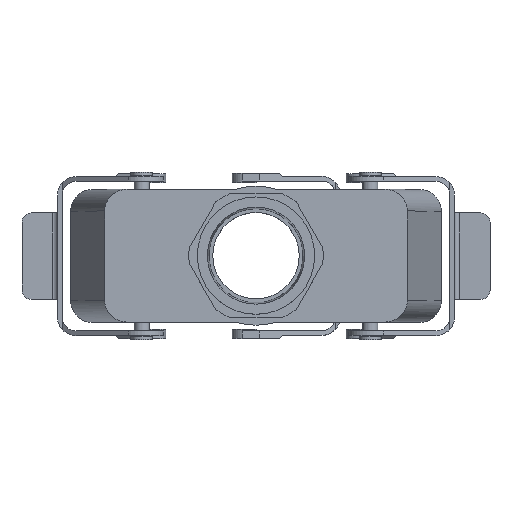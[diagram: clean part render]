
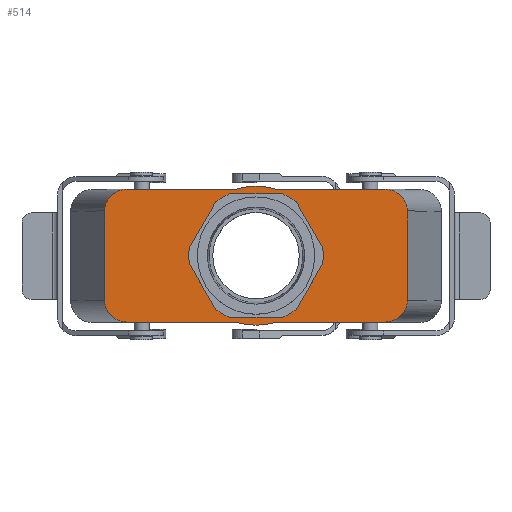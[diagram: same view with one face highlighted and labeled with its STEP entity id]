
A CAD part, top view. The second image highlights one B-rep face of the part: STEP entity #514.
In plain terms, the highlighted planar face has unit normal (0, 0, 1).
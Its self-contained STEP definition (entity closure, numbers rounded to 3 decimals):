
#514 = ADVANCED_FACE( '', ( #1164, #1165 ), #1166, .T. );
#1164 = FACE_BOUND( '', #1960, .T. );
#1165 = FACE_OUTER_BOUND( '', #1961, .T. );
#1166 = PLANE( '', #1962 );
#1960 = EDGE_LOOP( '', ( #3484 ) );
#1961 = EDGE_LOOP( '', ( #3485, #3486, #3487, #3488, #3489, #3490, #3491, #3492, #3493, #3494, #3495, #3496 ) );
#1962 = AXIS2_PLACEMENT_3D( '', #3497, #3498, #3499 );
#3484 = ORIENTED_EDGE( '', *, *, #5157, .F. );
#3485 = ORIENTED_EDGE( '', *, *, #5158, .F. );
#3486 = ORIENTED_EDGE( '', *, *, #5159, .F. );
#3487 = ORIENTED_EDGE( '', *, *, #5160, .F. );
#3488 = ORIENTED_EDGE( '', *, *, #4992, .T. );
#3489 = ORIENTED_EDGE( '', *, *, #5161, .T. );
#3490 = ORIENTED_EDGE( '', *, *, #5162, .T. );
#3491 = ORIENTED_EDGE( '', *, *, #4915, .F. );
#3492 = ORIENTED_EDGE( '', *, *, #5163, .T. );
#3493 = ORIENTED_EDGE( '', *, *, #4741, .F. );
#3494 = ORIENTED_EDGE( '', *, *, #4646, .F. );
#3495 = ORIENTED_EDGE( '', *, *, #5164, .T. );
#3496 = ORIENTED_EDGE( '', *, *, #5165, .F. );
#3497 = CARTESIAN_POINT( '', ( -49., 0., 61. ) );
#3498 = DIRECTION( '', ( 0., 0., 1. ) );
#3499 = DIRECTION( '', ( 1., 0., 0. ) );
#4646 = EDGE_CURVE( '', #5515, #5511, #5517, .T. );
#4741 = EDGE_CURVE( '', #5511, #5688, #5689, .T. );
#4915 = EDGE_CURVE( '', #5974, #5975, #5976, .T. );
#4992 = EDGE_CURVE( '', #6092, #6090, #6093, .T. );
#5157 = EDGE_CURVE( '', #6328, #6328, #6329, .T. );
#5158 = EDGE_CURVE( '', #6330, #6331, #6332, .T. );
#5159 = EDGE_CURVE( '', #6333, #6330, #6334, .T. );
#5160 = EDGE_CURVE( '', #6092, #6333, #6335, .T. );
#5161 = EDGE_CURVE( '', #6090, #6336, #6337, .T. );
#5162 = EDGE_CURVE( '', #6336, #5975, #6338, .T. );
#5163 = EDGE_CURVE( '', #5974, #5688, #6339, .T. );
#5164 = EDGE_CURVE( '', #5515, #6340, #6341, .T. );
#5165 = EDGE_CURVE( '', #6331, #6340, #6342, .T. );
#5511 = VERTEX_POINT( '', #6758 );
#5515 = VERTEX_POINT( '', #6764 );
#5517 = LINE( '', #6767, #6768 );
#5688 = VERTEX_POINT( '', #7044 );
#5689 = ELLIPSE( '', #7045, 7.246, 7. );
#5974 = VERTEX_POINT( '', #7438 );
#5975 = VERTEX_POINT( '', #7439 );
#5976 = CIRCLE( '', #7440, 22.5 );
#6090 = VERTEX_POINT( '', #7633 );
#6092 = VERTEX_POINT( '', #7636 );
#6093 = LINE( '', #7637, #7638 );
#6328 = VERTEX_POINT( '', #8046 );
#6329 = CIRCLE( '', #8047, 19.5 );
#6330 = VERTEX_POINT( '', #8048 );
#6331 = VERTEX_POINT( '', #8049 );
#6332 = CIRCLE( '', #8050, 22.5 );
#6333 = VERTEX_POINT( '', #8051 );
#6334 = LINE( '', #8052, #8053 );
#6335 = ELLIPSE( '', #8054, 7.246, 7. );
#6336 = VERTEX_POINT( '', #8055 );
#6337 = ELLIPSE( '', #8056, 7.246, 7. );
#6338 = LINE( '', #8057, #8058 );
#6339 = LINE( '', #8059, #8060 );
#6340 = VERTEX_POINT( '', #8061 );
#6341 = ELLIPSE( '', #8062, 7.246, 7. );
#6342 = LINE( '', #8063, #8064 );
#6758 = CARTESIAN_POINT( '', ( 49., -14.5, 61. ) );
#6764 = CARTESIAN_POINT( '', ( 49., 14.5, 61. ) );
#6767 = CARTESIAN_POINT( '', ( 49., 0., 61. ) );
#6768 = VECTOR( '', #8522, 1000. );
#7044 = CARTESIAN_POINT( '', ( 41.754, -21.5, 61. ) );
#7045 = AXIS2_PLACEMENT_3D( '', #8633, #8634, #8635 );
#7438 = CARTESIAN_POINT( '', ( 6.633, -21.5, 61. ) );
#7439 = CARTESIAN_POINT( '', ( -6.633, -21.5, 61. ) );
#7440 = AXIS2_PLACEMENT_3D( '', #8836, #8837, #8838 );
#7633 = CARTESIAN_POINT( '', ( -49., -14.5, 61. ) );
#7636 = CARTESIAN_POINT( '', ( -49., 14.5, 61. ) );
#7637 = CARTESIAN_POINT( '', ( -49., 0., 61. ) );
#7638 = VECTOR( '', #8917, 1000. );
#8046 = CARTESIAN_POINT( '', ( 19.5, 0., 61. ) );
#8047 = AXIS2_PLACEMENT_3D( '', #9076, #9077, #9078 );
#8048 = CARTESIAN_POINT( '', ( -6.633, 21.5, 61. ) );
#8049 = CARTESIAN_POINT( '', ( 6.633, 21.5, 61. ) );
#8050 = AXIS2_PLACEMENT_3D( '', #9079, #9080, #9081 );
#8051 = CARTESIAN_POINT( '', ( -41.754, 21.5, 61. ) );
#8052 = CARTESIAN_POINT( '', ( -49., 21.5, 61. ) );
#8053 = VECTOR( '', #9082, 1000. );
#8054 = AXIS2_PLACEMENT_3D( '', #9083, #9084, #9085 );
#8055 = CARTESIAN_POINT( '', ( -41.754, -21.5, 61. ) );
#8056 = AXIS2_PLACEMENT_3D( '', #9086, #9087, #9088 );
#8057 = CARTESIAN_POINT( '', ( -49., -21.5, 61. ) );
#8058 = VECTOR( '', #9089, 1000. );
#8059 = CARTESIAN_POINT( '', ( -49., -21.5, 61. ) );
#8060 = VECTOR( '', #9090, 1000. );
#8061 = CARTESIAN_POINT( '', ( 41.754, 21.5, 61. ) );
#8062 = AXIS2_PLACEMENT_3D( '', #9091, #9092, #9093 );
#8063 = CARTESIAN_POINT( '', ( -49., 21.5, 61. ) );
#8064 = VECTOR( '', #9094, 1000. );
#8522 = DIRECTION( '', ( 0., -1., 0. ) );
#8633 = CARTESIAN_POINT( '', ( 41.754, -14.5, 61. ) );
#8634 = DIRECTION( '', ( 0., 0., -1. ) );
#8635 = DIRECTION( '', ( 1., 0., 0. ) );
#8836 = CARTESIAN_POINT( '', ( 0., 0., 61. ) );
#8837 = DIRECTION( '', ( 0., 0., -1. ) );
#8838 = DIRECTION( '', ( -1., 0., 0. ) );
#8917 = DIRECTION( '', ( 0., -1., 0. ) );
#9076 = CARTESIAN_POINT( '', ( 0., 0., 61. ) );
#9077 = DIRECTION( '', ( 0., 0., 1. ) );
#9078 = DIRECTION( '', ( 1., 0., 0. ) );
#9079 = CARTESIAN_POINT( '', ( 0., 0., 61. ) );
#9080 = DIRECTION( '', ( 0., 0., -1. ) );
#9081 = DIRECTION( '', ( -1., 0., 0. ) );
#9082 = DIRECTION( '', ( 1., 0., 0. ) );
#9083 = CARTESIAN_POINT( '', ( -41.754, 14.5, 61. ) );
#9084 = DIRECTION( '', ( 0., 0., -1. ) );
#9085 = DIRECTION( '', ( -1., 0., 0. ) );
#9086 = CARTESIAN_POINT( '', ( -41.754, -14.5, 61. ) );
#9087 = DIRECTION( '', ( 0., 0., 1. ) );
#9088 = DIRECTION( '', ( -1., 0., 0. ) );
#9089 = DIRECTION( '', ( 1., 0., 0. ) );
#9090 = DIRECTION( '', ( 1., 0., 0. ) );
#9091 = CARTESIAN_POINT( '', ( 41.754, 14.5, 61. ) );
#9092 = DIRECTION( '', ( 0., 0., 1. ) );
#9093 = DIRECTION( '', ( 1., 0., 0. ) );
#9094 = DIRECTION( '', ( 1., 0., 0. ) );
